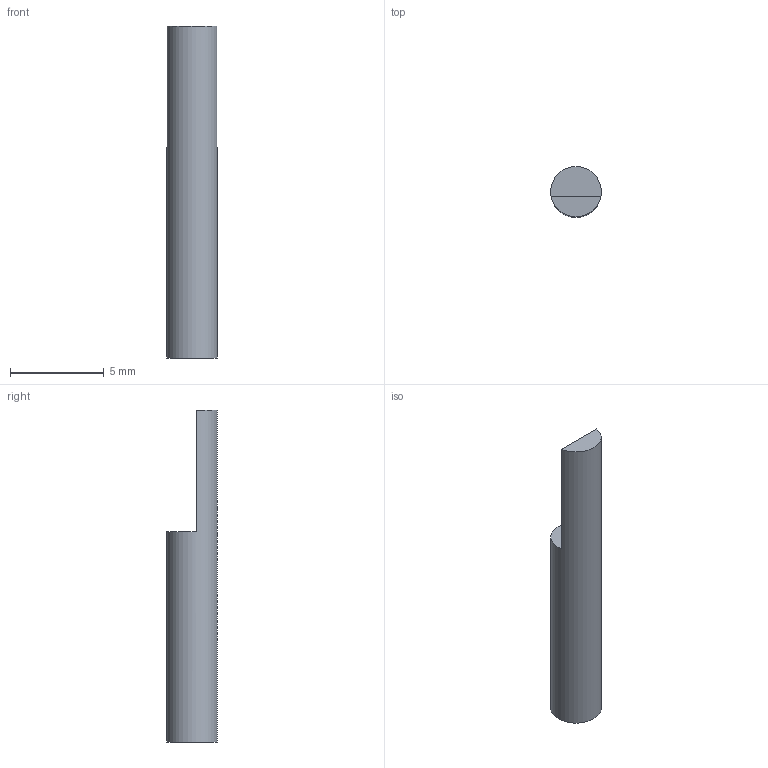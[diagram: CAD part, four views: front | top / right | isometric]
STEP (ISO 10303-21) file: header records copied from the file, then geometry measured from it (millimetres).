
FILE_DESCRIPTION(('HOOPS Exchange Step'),'2;1');
FILE_NAME('temp_export','2025-02-08T16:10:54-05:00',('jessie'),('Shapr3D Limited'),'HOOPS Exchange 2024.8','Shapr3D','Authorized');
FILE_SCHEMA( ('AP242_MANAGED_MODEL_BASED_3D_ENGINEERING_MIM_LF {1 0 10303 442 1 1 4}') );
Length unit declared in the file: millimetre
Products named in the file (1): root
Bounding box: 2.7 x 2.7 x 17.7 mm (x, y, z)
Volume: 57.7 mm3; surface area: 186.3 mm2
Topology: 1 solids, 1 shells, 7 faces, 13 edges, 9 vertices
Faces by surface type: plane 5, cylinder 2
Full cylindrical faces by diameter (mm): 2.2 x1, 2.7 x1
Entity records: 218 total; most frequent: DIRECTION 38, CARTESIAN_POINT 31, ORIENTED_EDGE 26, AXIS2_PLACEMENT_3D 16, EDGE_CURVE 13, VERTEX_POINT 9, EDGE_LOOP 8, FACE_BOUND 8
